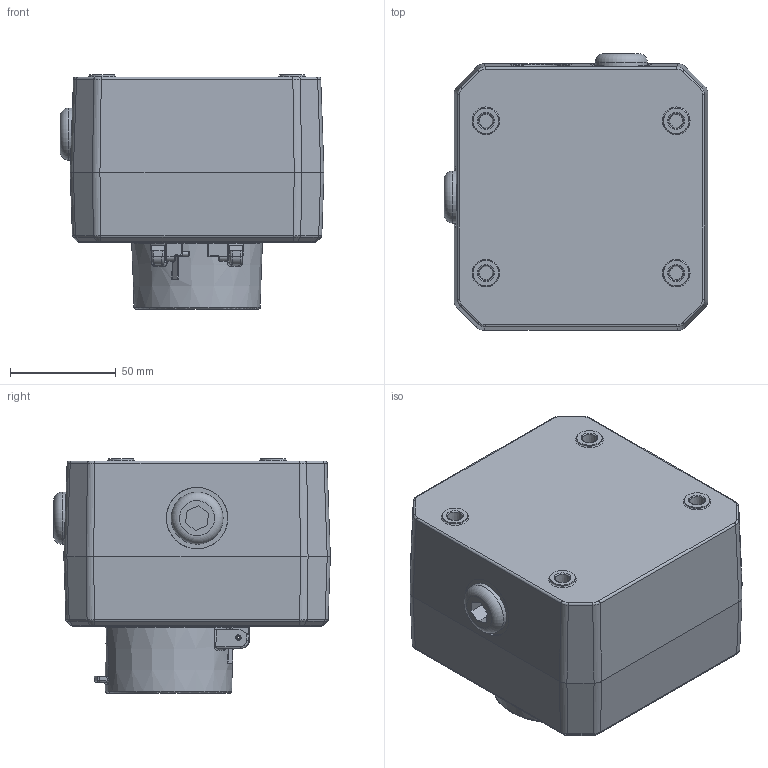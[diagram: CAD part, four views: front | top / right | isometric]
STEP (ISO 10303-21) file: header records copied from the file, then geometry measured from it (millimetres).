
FILE_DESCRIPTION (( 'STEP AP203' ), '1' );
FILE_NAME ('D154-05-101-3D_Issue_2.STEP', '2025-02-18T11:06:45', ( '' ), ( '' ), 'SwSTEP 2.0', 'SolidWorks 2024', '' );
FILE_SCHEMA (( 'CONFIG_CONTROL_DESIGN' ));
Length unit declared in the file: millimetre
Products named in the file (1): D154-05-101-3D_Issue_2
Bounding box: 124.8 x 130.8 x 110.7 mm (x, y, z)
Volume: 1060699.8 mm3; surface area: 160293.2 mm2
Topology: 16 solids, 21 shells, 678 faces, 1517 edges, 934 vertices
Faces by surface type: plane 272, cylinder 173, bspline 104, cone 74, torus 42, sphere 13
Full cylindrical faces by diameter (mm): 2.6 x2, 2.9 x2, 4 x12, 7 x8, 18.38 x5, 20 x4, 22 x2, 24.6 x2, 29 x3
Entity records: 20040 total; most frequent: CARTESIAN_POINT 6673, ORIENTED_EDGE 2662, DIRECTION 2565, EDGE_CURVE 1331, AXIS2_PLACEMENT_3D 988, EDGE_LOOP 894, VERTEX_POINT 879, FACE_OUTER_BOUND 744
